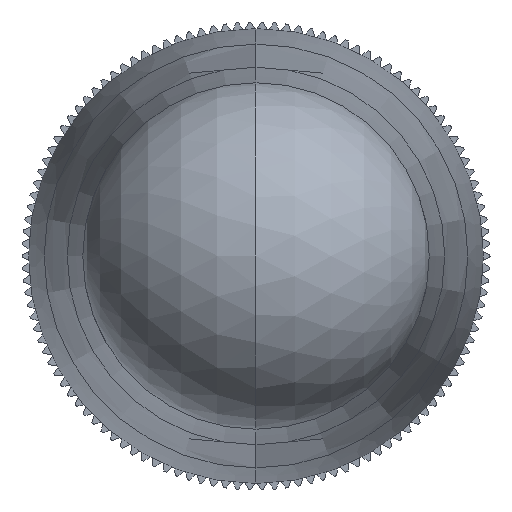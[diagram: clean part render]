
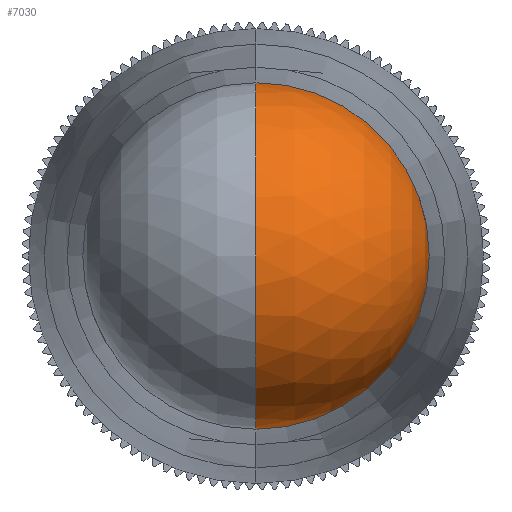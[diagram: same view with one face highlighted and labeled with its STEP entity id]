
A CAD part, left-side view. The second image highlights one B-rep face of the part: STEP entity #7030.
In plain terms, the highlighted spherical face has radius 5.359 mm.
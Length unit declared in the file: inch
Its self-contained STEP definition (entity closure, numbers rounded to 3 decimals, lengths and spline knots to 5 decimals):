
#584 = EDGE_LOOP ( 'NONE', ( #22124, #22125, #22126 ) ) ;
#3930 = CIRCLE ( 'NONE', #28589, 0.211 ) ;
#3933 = CIRCLE ( 'NONE', #28588, 0.211 ) ;
#7030 = ADVANCED_FACE ( 'NONE', ( #8369 ), #8374, .T. ) ;
#8369 = FACE_OUTER_BOUND ( 'NONE', #584, .T. ) ;
#8374 = SPHERICAL_SURFACE ( 'NONE', #10513, 0.211 ) ;
#10513 = AXIS2_PLACEMENT_3D ( 'NONE', #23189, #22862, #22864 ) ;
#12447 = CARTESIAN_POINT ( 'NONE',  ( -15.2265, 0., 0. ) ) ;
#12448 = DIRECTION ( 'NONE',  ( 1., 0., 0. ) ) ;
#12449 = DIRECTION ( 'NONE',  ( 0., 0., -1. ) ) ;
#12984 = CIRCLE ( 'NONE', #28342, 0.211 ) ;
#14615 = EDGE_CURVE ( 'NONE', #22044, #21888, #12984, .T. ) ;
#21872 = VERTEX_POINT ( 'NONE', #24944 ) ;
#21888 = VERTEX_POINT ( 'NONE', #24960 ) ;
#22044 = VERTEX_POINT ( 'NONE', #25060 ) ;
#22124 = ORIENTED_EDGE ( 'NONE', *, *, #25386, .F. ) ;
#22125 = ORIENTED_EDGE ( 'NONE', *, *, #25385, .T. ) ;
#22126 = ORIENTED_EDGE ( 'NONE', *, *, #14615, .F. ) ;
#22862 = DIRECTION ( 'NONE',  ( 0., 1., 0. ) ) ;
#22864 = DIRECTION ( 'NONE',  ( 0., 0., -1. ) ) ;
#23189 = CARTESIAN_POINT ( 'NONE',  ( -15.2265, 0., 0. ) ) ;
#24944 = CARTESIAN_POINT ( 'NONE',  ( -15.4375, 0., 0. ) ) ;
#24960 = CARTESIAN_POINT ( 'NONE',  ( -15.2265, 0., -0.211 ) ) ;
#25060 = CARTESIAN_POINT ( 'NONE',  ( -15.2265, 0., 0.211 ) ) ;
#25311 = CARTESIAN_POINT ( 'NONE',  ( -15.2265, 0., 0. ) ) ;
#25312 = DIRECTION ( 'NONE',  ( 0., -1., 0. ) ) ;
#25313 = DIRECTION ( 'NONE',  ( 0., 0., -1. ) ) ;
#25314 = CARTESIAN_POINT ( 'NONE',  ( -15.2265, 0., 0. ) ) ;
#25315 = DIRECTION ( 'NONE',  ( 0., 1., 0. ) ) ;
#25316 = DIRECTION ( 'NONE',  ( 0., 0., 1. ) ) ;
#25385 = EDGE_CURVE ( 'NONE', #21872, #21888, #3933, .T. ) ;
#25386 = EDGE_CURVE ( 'NONE', #21872, #22044, #3930, .T. ) ;
#28342 = AXIS2_PLACEMENT_3D ( 'NONE', #12447, #12448, #12449 ) ;
#28588 = AXIS2_PLACEMENT_3D ( 'NONE', #25311, #25312, #25313 ) ;
#28589 = AXIS2_PLACEMENT_3D ( 'NONE', #25314, #25315, #25316 ) ;
